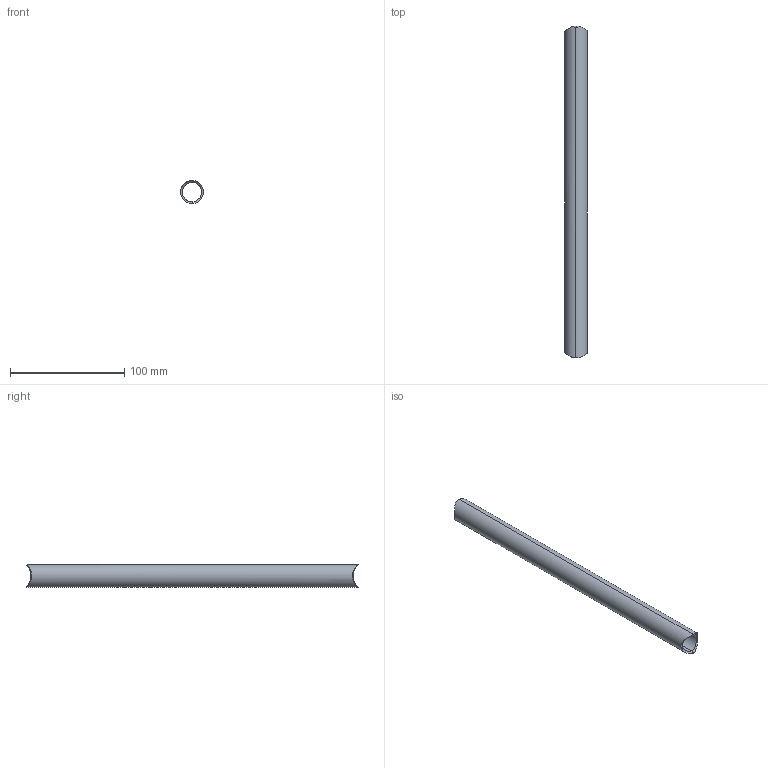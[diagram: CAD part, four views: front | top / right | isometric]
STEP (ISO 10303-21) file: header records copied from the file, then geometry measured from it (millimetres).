
FILE_DESCRIPTION(('STEP AP214'),'1');
FILE_NAME('104.stp','2018-12-06T12:35:56',(' '),(' '),'Spatial InterOp 3D',' ',' ');
FILE_SCHEMA(('automotive_design'));
Length unit declared in the file: metre
Products named in the file (1): Corps1
Bounding box: 19.99 x 290.43 x 20 mm (x, y, z)
Volume: 24825.5 mm3; surface area: 33317.3 mm2
Topology: 1 solids, 1 shells, 14 faces, 42 edges, 28 vertices
Faces by surface type: cylinder 13, bspline 1
Entity records: 839 total; most frequent: CARTESIAN_POINT 342, ORIENTED_EDGE 84, DIRECTION 68, EDGE_CURVE 42, AXIS2_PLACEMENT_3D 31, VERTEX_POINT 28, B_SPLINE_CURVE_WITH_KNOTS 19, CIRCLE 17
